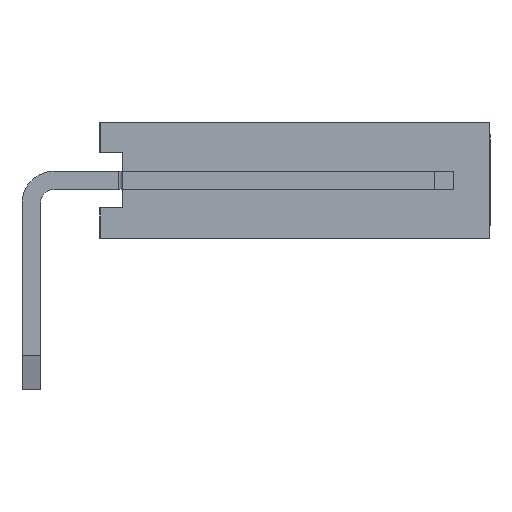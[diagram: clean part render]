
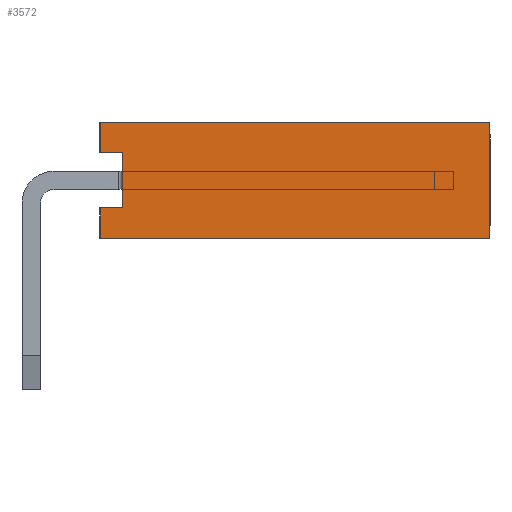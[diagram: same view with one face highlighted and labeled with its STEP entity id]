
A CAD part, left-side view. The second image highlights one B-rep face of the part: STEP entity #3572.
In plain terms, the highlighted planar face has unit normal (-1, 0, 0).
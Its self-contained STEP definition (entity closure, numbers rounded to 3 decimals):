
#3572=ADVANCED_FACE('',(#19124),#19126,.T.);
#19124=FACE_BOUND('',#19125,.T.);
#19125=EDGE_LOOP('',(#31637,#31638,#31639,#31640,#31641,#31642,#31643,#31644));
#19126=PLANE('',#19127);
#19127=AXIS2_PLACEMENT_3D('',#19128,#19129,#19130);
#19128=CARTESIAN_POINT('',(-1.27,-1.5,2.54));
#19129=DIRECTION('',(-1.,0.,0.));
#19130=DIRECTION('',(0.,0.,-1.));
#31637=ORIENTED_EDGE('',*,*,#40645,.T.);
#31638=ORIENTED_EDGE('',*,*,#40646,.T.);
#31639=ORIENTED_EDGE('',*,*,#40647,.T.);
#31640=ORIENTED_EDGE('',*,*,#40648,.F.);
#31641=ORIENTED_EDGE('',*,*,#40649,.F.);
#31642=ORIENTED_EDGE('',*,*,#40650,.T.);
#31643=ORIENTED_EDGE('',*,*,#40651,.T.);
#31644=ORIENTED_EDGE('',*,*,#40033,.T.);
#40033=EDGE_CURVE('',#45857,#45858,#45859,.T.);
#40645=EDGE_CURVE('',#45858,#46721,#46722,.F.);
#40646=EDGE_CURVE('',#46721,#46723,#46724,.T.);
#40647=EDGE_CURVE('',#46723,#46725,#46726,.T.);
#40648=EDGE_CURVE('',#46727,#46725,#46728,.T.);
#40649=EDGE_CURVE('',#46729,#46727,#46730,.T.);
#40650=EDGE_CURVE('',#46729,#46731,#46732,.T.);
#40651=EDGE_CURVE('',#46731,#45857,#46733,.F.);
#45857=VERTEX_POINT('',#56117);
#45858=VERTEX_POINT('',#56118);
#45859=LINE('',#56119,#56120);
#46721=VERTEX_POINT('',#58205);
#46722=LINE('',#58206,#58207);
#46723=VERTEX_POINT('',#58209);
#46724=LINE('',#58210,#58211);
#46725=VERTEX_POINT('',#58213);
#46726=LINE('',#58214,#58215);
#46727=VERTEX_POINT('',#58217);
#46728=LINE('',#58218,#58219);
#46729=VERTEX_POINT('',#58221);
#46730=LINE('',#58222,#58223);
#46731=VERTEX_POINT('',#58225);
#46732=LINE('',#58226,#58227);
#46733=LINE('',#58229,#58230);
#56117=CARTESIAN_POINT('',(-1.27,-2.,1.87));
#56118=CARTESIAN_POINT('',(-1.27,-2.,0.67));
#56119=CARTESIAN_POINT('',(-1.27,-2.,1.87));
#56120=VECTOR('',#56121,1.);
#56121=DIRECTION('',(0.,0.,-1.));
#58205=CARTESIAN_POINT('',(-1.27,-1.5,0.67));
#58206=CARTESIAN_POINT('',(-1.27,-1.5,0.67));
#58207=VECTOR('',#58208,1.);
#58208=DIRECTION('',(0.,-1.,0.));
#58209=CARTESIAN_POINT('',(-1.27,-1.5,0.));
#58210=CARTESIAN_POINT('',(-1.27,-1.5,0.67));
#58211=VECTOR('',#58212,1.);
#58212=DIRECTION('',(0.,0.,-1.));
#58213=CARTESIAN_POINT('',(-1.27,-10.,0.));
#58214=CARTESIAN_POINT('',(-1.27,-1.5,0.));
#58215=VECTOR('',#58216,1.);
#58216=DIRECTION('',(0.,-1.,0.));
#58217=CARTESIAN_POINT('',(-1.27,-10.,2.54));
#58218=CARTESIAN_POINT('',(-1.27,-10.,2.54));
#58219=VECTOR('',#58220,1.);
#58220=DIRECTION('',(0.,0.,-1.));
#58221=CARTESIAN_POINT('',(-1.27,-1.5,2.54));
#58222=CARTESIAN_POINT('',(-1.27,-1.5,2.54));
#58223=VECTOR('',#58224,1.);
#58224=DIRECTION('',(0.,-1.,0.));
#58225=CARTESIAN_POINT('',(-1.27,-1.5,1.87));
#58226=CARTESIAN_POINT('',(-1.27,-1.5,2.54));
#58227=VECTOR('',#58228,1.);
#58228=DIRECTION('',(0.,0.,-1.));
#58229=CARTESIAN_POINT('',(-1.27,-2.,1.87));
#58230=VECTOR('',#58231,1.);
#58231=DIRECTION('',(0.,1.,0.));
